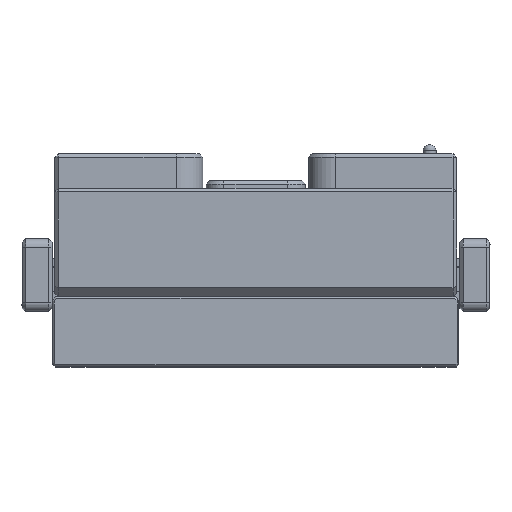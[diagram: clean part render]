
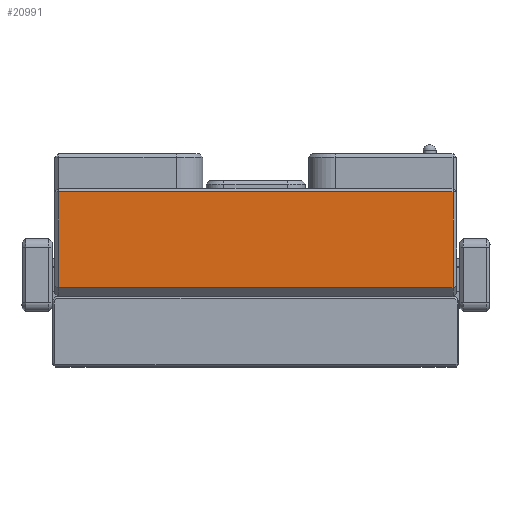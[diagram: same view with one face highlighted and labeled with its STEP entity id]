
A CAD part, top view. The second image highlights one B-rep face of the part: STEP entity #20991.
In plain terms, the highlighted planar face has unit normal (0, 0, 1).
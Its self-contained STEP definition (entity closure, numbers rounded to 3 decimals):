
#2129=FACE_OUTER_BOUND('',#3377,.T.);
#3377=EDGE_LOOP('',(#14331,#14332,#14333,#14334));
#5051=LINE('',#30555,#6932);
#5059=LINE('',#30572,#6940);
#5060=LINE('',#30574,#6941);
#5061=LINE('',#30575,#6942);
#6932=VECTOR('',#24786,1000.);
#6940=VECTOR('',#24798,1000.);
#6941=VECTOR('',#24799,1000.);
#6942=VECTOR('',#24800,1000.);
#8835=VERTEX_POINT('',#30552);
#8836=VERTEX_POINT('',#30554);
#8843=VERTEX_POINT('',#30571);
#8844=VERTEX_POINT('',#30573);
#10975=EDGE_CURVE('',#8836,#8835,#5051,.T.);
#10983=EDGE_CURVE('',#8835,#8843,#5059,.T.);
#10984=EDGE_CURVE('',#8844,#8843,#5060,.T.);
#10985=EDGE_CURVE('',#8836,#8844,#5061,.T.);
#14331=ORIENTED_EDGE('',*,*,#10975,.T.);
#14332=ORIENTED_EDGE('',*,*,#10983,.T.);
#14333=ORIENTED_EDGE('',*,*,#10984,.F.);
#14334=ORIENTED_EDGE('',*,*,#10985,.F.);
#20310=PLANE('',#22436);
#20991=ADVANCED_FACE('',(#2129),#20310,.F.);
#22436=AXIS2_PLACEMENT_3D('',#30570,#24796,#24797);
#24786=DIRECTION('',(0.,1.,0.));
#24796=DIRECTION('center_axis',(0.,0.,
-1.));
#24797=DIRECTION('ref_axis',(0.,1.,0.));
#24798=DIRECTION('',(-1.,0.,0.));
#24799=DIRECTION('',(0.,1.,0.));
#24800=DIRECTION('',(-1.,0.,0.));
#30552=CARTESIAN_POINT('',(142.16,3.724,65.08));
#30554=CARTESIAN_POINT('',(142.16,-7.078,65.08));
#30555=CARTESIAN_POINT('',(142.16,-6.996,65.08));
#30570=CARTESIAN_POINT('Origin',(99.934,-6.996,65.08));
#30571=CARTESIAN_POINT('',(97.7,3.724,65.08));
#30572=CARTESIAN_POINT('',(97.3,3.724,65.08));
#30573=CARTESIAN_POINT('',(97.7,-7.078,65.08));
#30574=CARTESIAN_POINT('',(97.7,-6.996,65.08));
#30575=CARTESIAN_POINT('',(108.967,-7.078,65.08));
